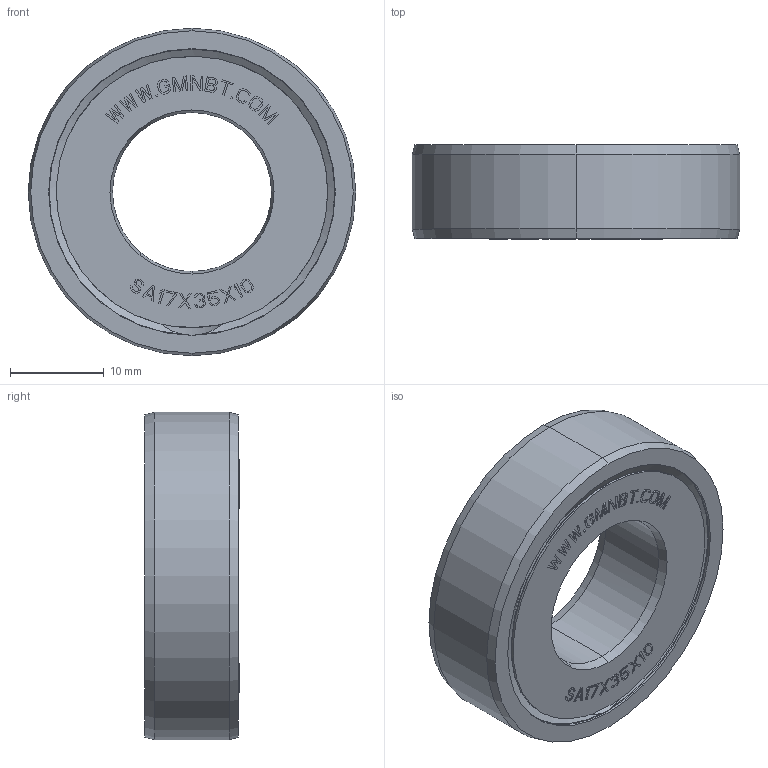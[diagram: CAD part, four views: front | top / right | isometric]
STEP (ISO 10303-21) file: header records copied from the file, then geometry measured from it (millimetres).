
FILE_DESCRIPTION((''),'2;1');
FILE_NAME('SA17X35X10_PRT','2014-11-17T',('sales 4'),(''),'PRO/ENGINEER BY PARAMETRIC TECHNOLOGY CORPORATION, 2013150','PRO/ENGINEER BY PARAMETRIC TECHNOLOGY CORPORATION, 2013150','');
FILE_SCHEMA(('AUTOMOTIVE_DESIGN { 1 0 10303 214 1 1 1 1 }'));
Length unit declared in the file: millimetre
Products named in the file (1): SA17X35X10_PRT
Bounding box: 35 x 10.07 x 35 mm (x, y, z)
Volume: 6633.9 mm3; surface area: 6085.8 mm2
Topology: 2 solids, 2 shells, 619 faces, 1715 edges, 1128 vertices
Faces by surface type: plane 542, cone 32, torus 30, cylinder 15
Entity records: 25515 total; most frequent: CARTESIAN_POINT 3858, ORIENTED_EDGE 3430, DIRECTION 3007, PRESENTATION_STYLE_ASSIGNMENT 1787, STYLED_ITEM 1764, CURVE_STYLE 1715, EDGE_CURVE 1715, VECTOR 1551
